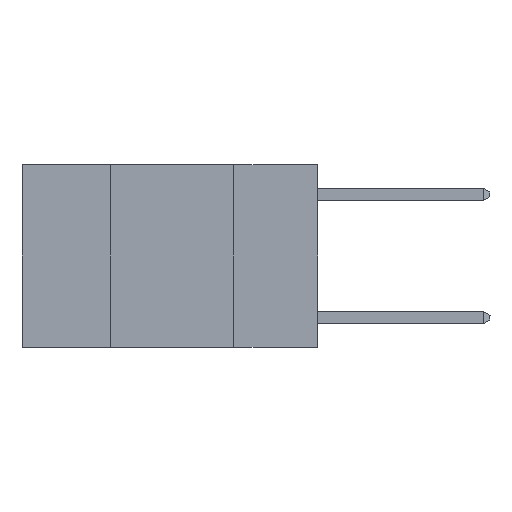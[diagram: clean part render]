
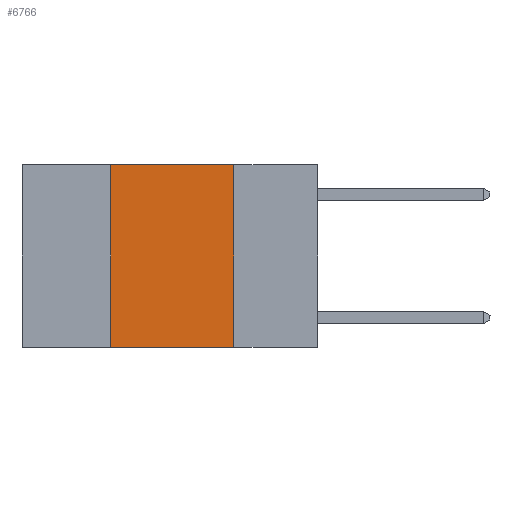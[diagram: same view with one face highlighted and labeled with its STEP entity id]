
A CAD part, left-side view. The second image highlights one B-rep face of the part: STEP entity #6766.
In plain terms, the highlighted planar face has unit normal (-1, 0, 0).
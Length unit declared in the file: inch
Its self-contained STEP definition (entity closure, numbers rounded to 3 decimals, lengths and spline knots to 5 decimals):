
#89 = CARTESIAN_POINT ( 'NONE',  ( 0., 0.42, 0. ) ) ;
#1260 = LINE ( 'NONE', #3156, #9704 ) ;
#1400 = FACE_OUTER_BOUND ( 'NONE', #9350, .T. ) ;
#2326 = CARTESIAN_POINT ( 'NONE',  ( 0., 0.6, 0. ) ) ;
#2665 = VECTOR ( 'NONE', #14977, 39.37008 ) ;
#2982 = CARTESIAN_POINT ( 'NONE',  ( 0., 0.17, -0.37 ) ) ;
#3156 = CARTESIAN_POINT ( 'NONE',  ( 0., 0.17, 0. ) ) ;
#3276 = DIRECTION ( 'NONE',  ( 0., 0., 1. ) ) ;
#4047 = DIRECTION ( 'NONE',  ( 0., -1., 0. ) ) ;
#6766 = ADVANCED_FACE ( 'NONE', ( #1400 ), #18174, .F. ) ;
#7356 = VERTEX_POINT ( 'NONE', #19807 ) ;
#7714 = EDGE_CURVE ( 'NONE', #14470, #12030, #16380, .T. ) ;
#7975 = VECTOR ( 'NONE', #3276, 39.37008 ) ;
#8118 = ORIENTED_EDGE ( 'NONE', *, *, #7714, .F. ) ;
#8719 = DIRECTION ( 'NONE',  ( 1., 0., 0. ) ) ;
#9028 = LINE ( 'NONE', #15115, #17932 ) ;
#9350 = EDGE_LOOP ( 'NONE', ( #19785, #18543, #8118, #15432 ) ) ;
#9704 = VECTOR ( 'NONE', #11049, 39.37008 ) ;
#11049 = DIRECTION ( 'NONE',  ( 0., 0., -1. ) ) ;
#12030 = VERTEX_POINT ( 'NONE', #14535 ) ;
#12762 = CARTESIAN_POINT ( 'NONE',  ( 0., 0.42, -0.37 ) ) ;
#13388 = CARTESIAN_POINT ( 'NONE',  ( 0., 0.6, -0.37 ) ) ;
#14470 = VERTEX_POINT ( 'NONE', #12762 ) ;
#14535 = CARTESIAN_POINT ( 'NONE',  ( 0., 0.42, 0. ) ) ;
#14977 = DIRECTION ( 'NONE',  ( 0., -1., 0. ) ) ;
#15110 = EDGE_CURVE ( 'NONE', #7356, #20288, #1260, .T. ) ;
#15115 = CARTESIAN_POINT ( 'NONE',  ( 0., 0.6, 0. ) ) ;
#15432 = ORIENTED_EDGE ( 'NONE', *, *, #18134, .T. ) ;
#16380 = LINE ( 'NONE', #89, #7975 ) ;
#17932 = VECTOR ( 'NONE', #4047, 39.37008 ) ;
#18134 = EDGE_CURVE ( 'NONE', #14470, #20288, #18998, .T. ) ;
#18174 = PLANE ( 'NONE',  #20339 ) ;
#18543 = ORIENTED_EDGE ( 'NONE', *, *, #20048, .F. ) ;
#18998 = LINE ( 'NONE', #13388, #2665 ) ;
#19761 = DIRECTION ( 'NONE',  ( 0., 0., -1. ) ) ;
#19785 = ORIENTED_EDGE ( 'NONE', *, *, #15110, .F. ) ;
#19807 = CARTESIAN_POINT ( 'NONE',  ( 0., 0.17, 0. ) ) ;
#20048 = EDGE_CURVE ( 'NONE', #12030, #7356, #9028, .T. ) ;
#20288 = VERTEX_POINT ( 'NONE', #2982 ) ;
#20339 = AXIS2_PLACEMENT_3D ( 'NONE', #2326, #8719, #19761 ) ;
